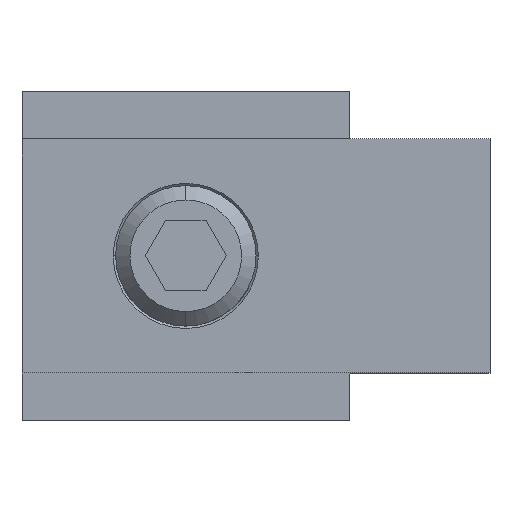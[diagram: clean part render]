
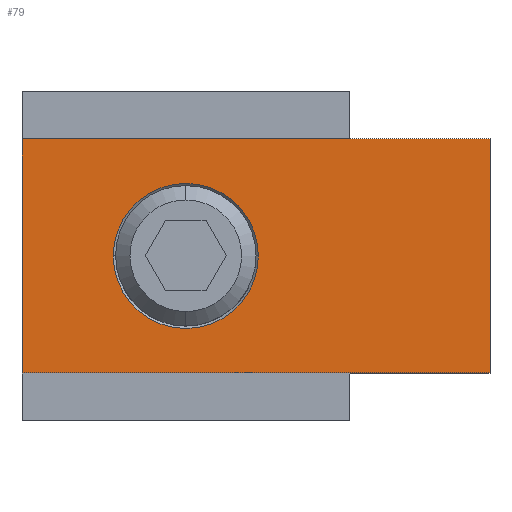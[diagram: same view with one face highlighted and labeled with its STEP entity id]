
A CAD part, top view. The second image highlights one B-rep face of the part: STEP entity #79.
In plain terms, the highlighted planar face has unit normal (0, 0, 1).
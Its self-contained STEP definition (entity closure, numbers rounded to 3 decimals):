
#79=ADVANCED_FACE('',(#181,#182),#183,.T.);
#181=FACE_OUTER_BOUND('',#305,.T.);
#182=FACE_BOUND('',#306,.T.);
#183=PLANE('',#307);
#305=EDGE_LOOP('',(#470,#471,#472,#473));
#306=EDGE_LOOP('',(#474,#475));
#307=AXIS2_PLACEMENT_3D('',#476,#477,#478);
#470=ORIENTED_EDGE('',*,*,#789,.F.);
#471=ORIENTED_EDGE('',*,*,#790,.T.);
#472=ORIENTED_EDGE('',*,*,#791,.T.);
#473=ORIENTED_EDGE('',*,*,#792,.F.);
#474=ORIENTED_EDGE('',*,*,#787,.F.);
#475=ORIENTED_EDGE('',*,*,#772,.F.);
#476=CARTESIAN_POINT('',(13.0,5.0,-4.5));
#477=DIRECTION('',(0.0,0.0,1.0));
#478=DIRECTION('',(1.0,-0.0,0.0));
#772=EDGE_CURVE('',#924,#926,#927,.T.);
#787=EDGE_CURVE('',#926,#924,#949,.T.);
#789=EDGE_CURVE('',#951,#952,#953,.T.);
#790=EDGE_CURVE('',#951,#954,#955,.T.);
#791=EDGE_CURVE('',#954,#956,#957,.T.);
#792=EDGE_CURVE('',#952,#956,#958,.T.);
#924=VERTEX_POINT('',#1133);
#926=VERTEX_POINT('',#1136);
#927=CIRCLE('',#1137,3.1);
#949=CIRCLE('',#1167,3.1);
#951=VERTEX_POINT('',#1169);
#952=VERTEX_POINT('',#1170);
#953=LINE('',#1171,#1172);
#954=VERTEX_POINT('',#1173);
#955=LINE('',#1174,#1175);
#956=VERTEX_POINT('',#1176);
#957=LINE('',#1177,#1178);
#958=LINE('',#1179,#1180);
#1133=CARTESIAN_POINT('',(-3.1,0.,-4.5));
#1136=CARTESIAN_POINT('',(3.1,0.0,-4.5));
#1137=AXIS2_PLACEMENT_3D('',#1406,#1407,#1408);
#1167=AXIS2_PLACEMENT_3D('',#1426,#1427,#1428);
#1169=CARTESIAN_POINT('',(13.0,-5.0,-4.5));
#1170=CARTESIAN_POINT('',(-7.0,-5.0,-4.5));
#1171=CARTESIAN_POINT('',(13.0,-5.0,-4.5));
#1172=VECTOR('',#1429,20.0);
#1173=CARTESIAN_POINT('',(13.0,5.0,-4.5));
#1174=CARTESIAN_POINT('',(13.0,-5.0,-4.5));
#1175=VECTOR('',#1430,10.0);
#1176=CARTESIAN_POINT('',(-7.0,5.0,-4.5));
#1177=CARTESIAN_POINT('',(13.0,5.0,-4.5));
#1178=VECTOR('',#1431,20.0);
#1179=CARTESIAN_POINT('',(-7.0,-5.0,-4.5));
#1180=VECTOR('',#1432,10.0);
#1406=CARTESIAN_POINT('',(0.0,0.0,-4.5));
#1407=DIRECTION('',(0.0,0.0,1.0));
#1408=DIRECTION('',(-1.0,0.0,0.0));
#1426=CARTESIAN_POINT('',(0.0,0.0,-4.5));
#1427=DIRECTION('',(0.0,0.0,1.0));
#1428=DIRECTION('',(-1.0,0.0,0.0));
#1429=DIRECTION('',(-1.0,0.0,0.0));
#1430=DIRECTION('',(0.0,1.0,0.0));
#1431=DIRECTION('',(-1.0,0.0,0.0));
#1432=DIRECTION('',(0.0,1.0,0.0));
